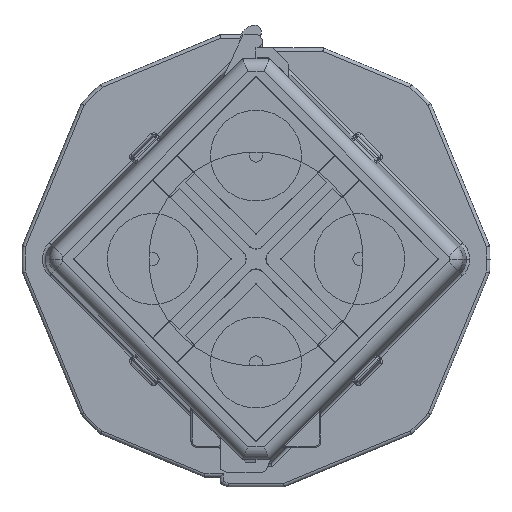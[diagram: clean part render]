
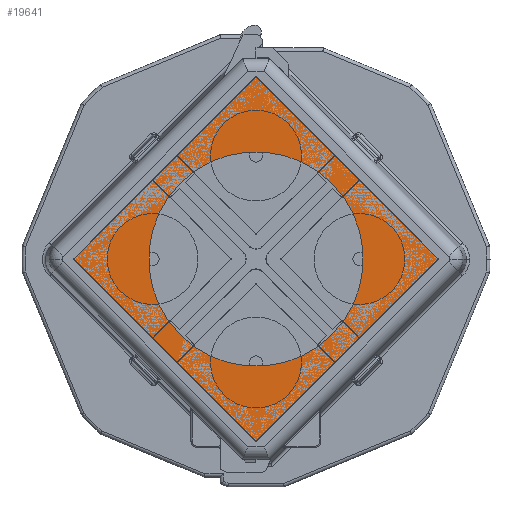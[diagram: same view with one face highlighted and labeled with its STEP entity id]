
A CAD part, top view. The second image highlights one B-rep face of the part: STEP entity #19641.
In plain terms, the highlighted planar face has unit normal (0, 0, 1).
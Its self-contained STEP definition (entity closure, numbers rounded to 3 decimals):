
#174 = DIRECTION ( 'NONE',  ( 0., 0., -1. ) ) ;
#650 = CARTESIAN_POINT ( 'NONE',  ( -19.701, -19.701, 17.5 ) ) ;
#1228 = AXIS2_PLACEMENT_3D ( 'NONE', #28214, #11690, #30952 ) ;
#1272 = CIRCLE ( 'NONE', #7533, 16.5 ) ;
#1279 = ORIENTED_EDGE ( 'NONE', *, *, #15841, .T. ) ;
#1967 = CIRCLE ( 'NONE', #32704, 0.15 ) ;
#2375 = CARTESIAN_POINT ( 'NONE',  ( 19.851, -19.851, 17.5 ) ) ;
#3315 = EDGE_CURVE ( 'NONE', #8424, #5802, #5125, .T. ) ;
#4346 = ORIENTED_EDGE ( 'NONE', *, *, #7170, .T. ) ;
#4422 = AXIS2_PLACEMENT_3D ( 'NONE', #650, #174, #35779 ) ;
#4982 = DIRECTION ( 'NONE',  ( 0., 0., -1. ) ) ;
#5125 = CIRCLE ( 'NONE', #4422, 0.15 ) ;
#5182 = FACE_OUTER_BOUND ( 'NONE', #18462, .T. ) ;
#5802 = VERTEX_POINT ( 'NONE', #25314 ) ;
#5940 = EDGE_LOOP ( 'NONE', ( #4346, #1279 ) ) ;
#6083 = VERTEX_POINT ( 'NONE', #15307 ) ;
#6969 = ORIENTED_EDGE ( 'NONE', *, *, #3315, .F. ) ;
#7125 = CARTESIAN_POINT ( 'NONE',  ( -19.851, -19.851, 17.5 ) ) ;
#7170 = EDGE_CURVE ( 'NONE', #28713, #32867, #1272, .T. ) ;
#7533 = AXIS2_PLACEMENT_3D ( 'NONE', #14507, #33776, #17288 ) ;
#7973 = CARTESIAN_POINT ( 'NONE',  ( -19.851, 19.701, 17.5 ) ) ;
#8175 = CARTESIAN_POINT ( 'NONE',  ( -19.701, 19.851, 17.5 ) ) ;
#8424 = VERTEX_POINT ( 'NONE', #10578 ) ;
#8493 = DIRECTION ( 'NONE',  ( 0., 1., 0. ) ) ;
#9123 = ORIENTED_EDGE ( 'NONE', *, *, #16058, .F. ) ;
#9717 = LINE ( 'NONE', #2375, #30838 ) ;
#10327 = DIRECTION ( 'NONE',  ( 1., 0., 0. ) ) ;
#10578 = CARTESIAN_POINT ( 'NONE',  ( -19.701, -19.851, 17.5 ) ) ;
#10808 = VERTEX_POINT ( 'NONE', #28573 ) ;
#11158 = CARTESIAN_POINT ( 'NONE',  ( 19.851, 19.851, 17.5 ) ) ;
#11277 = VECTOR ( 'NONE', #30438, 1000. ) ;
#11452 = CARTESIAN_POINT ( 'NONE',  ( -19.701, 19.701, 17.5 ) ) ;
#11690 = DIRECTION ( 'NONE',  ( 0., 0., -1. ) ) ;
#12144 = LINE ( 'NONE', #11158, #11277 ) ;
#12343 = AXIS2_PLACEMENT_3D ( 'NONE', #21501, #4982, #24286 ) ;
#12834 = CIRCLE ( 'NONE', #1228, 0.15 ) ;
#12863 = PLANE ( 'NONE',  #32681 ) ;
#13298 = CARTESIAN_POINT ( 'NONE',  ( 16.5, 0., 17.5 ) ) ;
#14212 = DIRECTION ( 'NONE',  ( -1., 0., 0. ) ) ;
#14507 = CARTESIAN_POINT ( 'NONE',  ( 0., 0., 17.5 ) ) ;
#15307 = CARTESIAN_POINT ( 'NONE',  ( 19.701, -19.851, 17.5 ) ) ;
#15316 = DIRECTION ( 'NONE',  ( 0., 0., -1. ) ) ;
#15841 = EDGE_CURVE ( 'NONE', #32867, #28713, #18771, .T. ) ;
#16058 = EDGE_CURVE ( 'NONE', #5802, #25008, #26564, .T. ) ;
#16400 = AXIS2_PLACEMENT_3D ( 'NONE', #11452, #30738, #14212 ) ;
#16522 = ORIENTED_EDGE ( 'NONE', *, *, #35567, .F. ) ;
#16559 = ORIENTED_EDGE ( 'NONE', *, *, #23015, .F. ) ;
#16684 = CARTESIAN_POINT ( 'NONE',  ( -19.851, 19.851, 17.5 ) ) ;
#16721 = CIRCLE ( 'NONE', #16400, 0.15 ) ;
#17288 = DIRECTION ( 'NONE',  ( 1., 0., 0. ) ) ;
#17812 = ORIENTED_EDGE ( 'NONE', *, *, #25001, .F. ) ;
#18434 = CARTESIAN_POINT ( 'NONE',  ( 19.701, 19.851, 17.5 ) ) ;
#18462 = EDGE_LOOP ( 'NONE', ( #9123, #6969, #18638, #16522, #17812, #18677, #22120, #16559 ) ) ;
#18638 = ORIENTED_EDGE ( 'NONE', *, *, #24775, .F. ) ;
#18677 = ORIENTED_EDGE ( 'NONE', *, *, #35661, .F. ) ;
#18771 = CIRCLE ( 'NONE', #12343, 16.5 ) ;
#19204 = VECTOR ( 'NONE', #8493, 1000. ) ;
#19641 = ADVANCED_FACE ( 'NONE', ( #34491, #5182 ), #12863, .T. ) ;
#21501 = CARTESIAN_POINT ( 'NONE',  ( 0., 0., 17.5 ) ) ;
#21660 = VERTEX_POINT ( 'NONE', #31919 ) ;
#21706 = DIRECTION ( 'NONE',  ( 0., -1., 0. ) ) ;
#22120 = ORIENTED_EDGE ( 'NONE', *, *, #32933, .F. ) ;
#23015 = EDGE_CURVE ( 'NONE', #25008, #33862, #16721, .T. ) ;
#23642 = DIRECTION ( 'NONE',  ( -1., 0., 0. ) ) ;
#23952 = VECTOR ( 'NONE', #23642, 1000. ) ;
#24053 = CARTESIAN_POINT ( 'NONE',  ( 0., 0., 17.5 ) ) ;
#24286 = DIRECTION ( 'NONE',  ( 1., 0., 0. ) ) ;
#24775 = EDGE_CURVE ( 'NONE', #6083, #8424, #31284, .T. ) ;
#25001 = EDGE_CURVE ( 'NONE', #21660, #10808, #9717, .T. ) ;
#25008 = VERTEX_POINT ( 'NONE', #7973 ) ;
#25314 = CARTESIAN_POINT ( 'NONE',  ( -19.851, -19.701, 17.5 ) ) ;
#26564 = LINE ( 'NONE', #16684, #19204 ) ;
#26863 = DIRECTION ( 'NONE',  ( 0., 0., 1. ) ) ;
#27753 = VERTEX_POINT ( 'NONE', #18434 ) ;
#28214 = CARTESIAN_POINT ( 'NONE',  ( 19.701, -19.701, 17.5 ) ) ;
#28573 = CARTESIAN_POINT ( 'NONE',  ( 19.851, -19.701, 17.5 ) ) ;
#28713 = VERTEX_POINT ( 'NONE', #13298 ) ;
#30438 = DIRECTION ( 'NONE',  ( 1., 0., 0. ) ) ;
#30738 = DIRECTION ( 'NONE',  ( 0., 0., -1. ) ) ;
#30838 = VECTOR ( 'NONE', #21706, 1000. ) ;
#30952 = DIRECTION ( 'NONE',  ( -1., 0., 0. ) ) ;
#31284 = LINE ( 'NONE', #7125, #23952 ) ;
#31792 = CARTESIAN_POINT ( 'NONE',  ( 19.701, 19.701, 17.5 ) ) ;
#31919 = CARTESIAN_POINT ( 'NONE',  ( 19.851, 19.701, 17.5 ) ) ;
#32681 = AXIS2_PLACEMENT_3D ( 'NONE', #24053, #26863, #10327 ) ;
#32704 = AXIS2_PLACEMENT_3D ( 'NONE', #31792, #15316, #34546 ) ;
#32867 = VERTEX_POINT ( 'NONE', #32956 ) ;
#32933 = EDGE_CURVE ( 'NONE', #33862, #27753, #12144, .T. ) ;
#32956 = CARTESIAN_POINT ( 'NONE',  ( -16.5, 0., 17.5 ) ) ;
#33776 = DIRECTION ( 'NONE',  ( 0., 0., -1. ) ) ;
#33862 = VERTEX_POINT ( 'NONE', #8175 ) ;
#34491 = FACE_BOUND ( 'NONE', #5940, .T. ) ;
#34546 = DIRECTION ( 'NONE',  ( -1., 0., 0. ) ) ;
#35567 = EDGE_CURVE ( 'NONE', #10808, #6083, #12834, .T. ) ;
#35661 = EDGE_CURVE ( 'NONE', #27753, #21660, #1967, .T. ) ;
#35779 = DIRECTION ( 'NONE',  ( -1., 0., 0. ) ) ;
